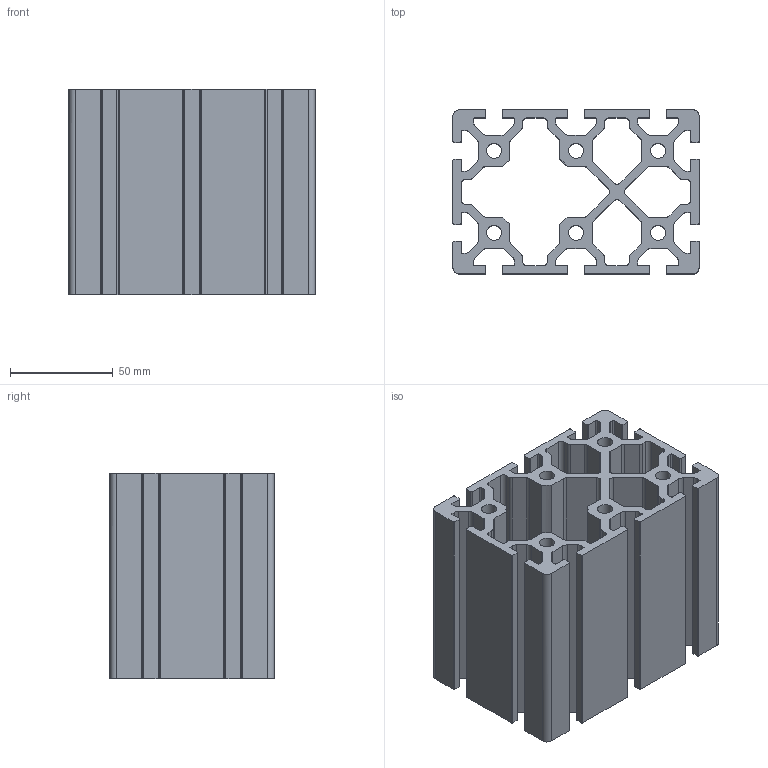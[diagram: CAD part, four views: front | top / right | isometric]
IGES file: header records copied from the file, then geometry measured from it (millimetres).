
Global section: file name: 108012; native system: Autodesk Inventor 2016; preprocessor: unknown; author: Roudná,; organization: 11; date: 20180429.160141; units: millimetre
Bounding box: 120 x 80 x 100 mm (x, y, z)
Volume: 338925.9 mm3; surface area: 151561.9 mm2
Topology: 1 solids, 1 shells, 320 faces, 960 edges, 642 vertices
Faces by surface type: bspline 320
